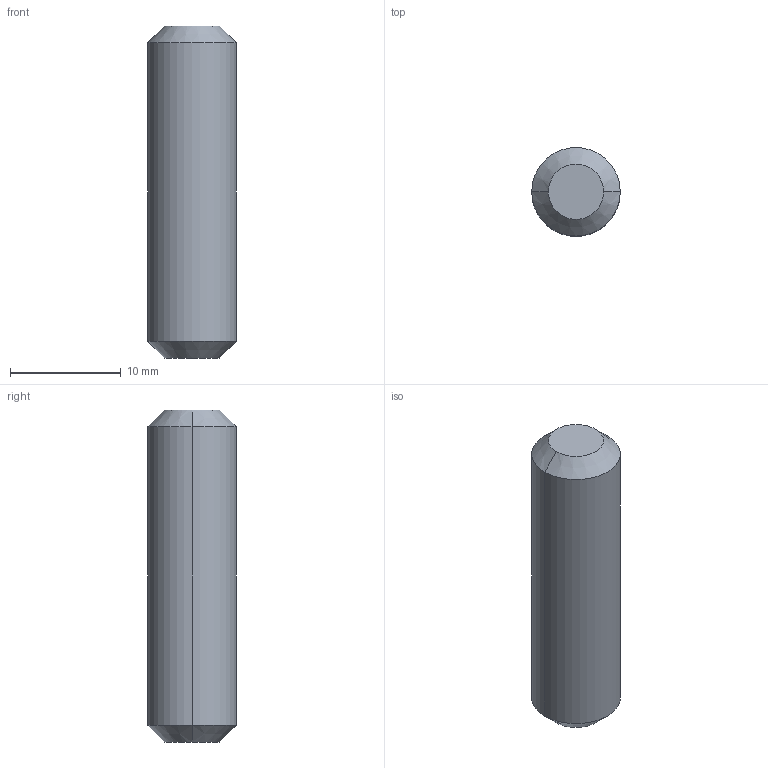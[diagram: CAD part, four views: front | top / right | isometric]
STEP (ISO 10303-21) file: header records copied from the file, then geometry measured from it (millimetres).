
FILE_DESCRIPTION (( 'STEP AP203' ), '1' );
FILE_NAME ('chair pin(14ea).STEP', '2019-08-13T04:23:24', ( '' ), ( '' ), 'SwSTEP 2.0', 'SolidWorks 2019', '' );
FILE_SCHEMA (( 'CONFIG_CONTROL_DESIGN' ));
Length unit declared in the file: millimetre
Products named in the file (2): chair pin(14ea)
Bounding box: 8 x 8 x 30 mm (x, y, z)
Volume: 1458.5 mm3; surface area: 804.5 mm2
Topology: 1 solids, 1 shells, 8 faces, 14 edges, 8 vertices
Faces by surface type: cone 4, cylinder 2, plane 2
Entity records: 349 total; most frequent: DIRECTION 42, CARTESIAN_POINT 32, ORIENTED_EDGE 28, AXIS2_PLACEMENT_3D 18, PERSON_AND_ORGANIZATION 16, EDGE_CURVE 14, CC_DESIGN_PERSON_AND_ORGANIZATION_ASSIGNMENT 10, DATE_AND_TIME 10
